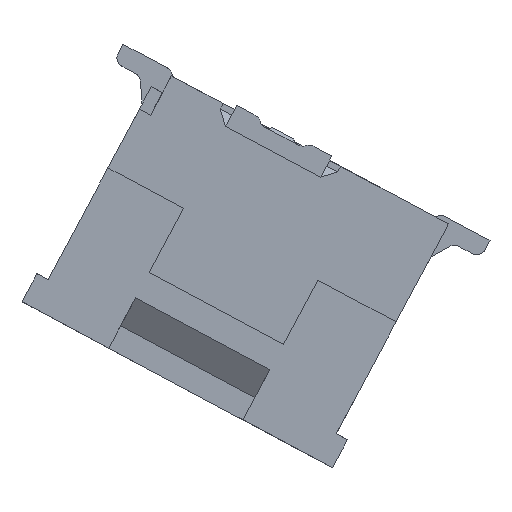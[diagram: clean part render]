
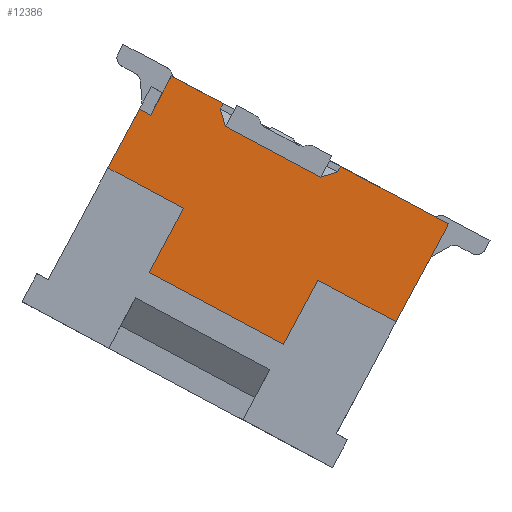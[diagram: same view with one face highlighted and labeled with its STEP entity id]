
A CAD part, front view. The second image highlights one B-rep face of the part: STEP entity #12386.
In plain terms, the highlighted planar face has unit normal (0, -1, 0).
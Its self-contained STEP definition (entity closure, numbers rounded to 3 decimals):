
#97 = LINE ( 'NONE', #15732, #25078 ) ;
#144 = CARTESIAN_POINT ( 'NONE',  ( 8.305, -3.2, 0.476 ) ) ;
#686 = VECTOR ( 'NONE', #11489, 1000. ) ;
#771 = VERTEX_POINT ( 'NONE', #15414 ) ;
#961 = CARTESIAN_POINT ( 'NONE',  ( 6.776, -3.2, 1.293 ) ) ;
#1035 = VERTEX_POINT ( 'NONE', #5074 ) ;
#1167 = VERTEX_POINT ( 'NONE', #6046 ) ;
#1623 = LINE ( 'NONE', #22376, #1666 ) ;
#1666 = VECTOR ( 'NONE', #8904, 1000. ) ;
#1840 = ORIENTED_EDGE ( 'NONE', *, *, #4518, .F. ) ;
#2118 = CARTESIAN_POINT ( 'NONE',  ( 5.561, -3.2, -1.032 ) ) ;
#2190 = EDGE_CURVE ( 'NONE', #771, #25032, #3642, .T. ) ;
#2547 = ORIENTED_EDGE ( 'NONE', *, *, #9276, .F. ) ;
#2745 = EDGE_CURVE ( 'NONE', #20882, #19968, #17169, .T. ) ;
#2758 = ORIENTED_EDGE ( 'NONE', *, *, #20916, .F. ) ;
#2863 = VERTEX_POINT ( 'NONE', #8796 ) ;
#3026 = LINE ( 'NONE', #7772, #11689 ) ;
#3068 = LINE ( 'NONE', #6453, #11478 ) ;
#3099 = ORIENTED_EDGE ( 'NONE', *, *, #2190, .F. ) ;
#3278 = ORIENTED_EDGE ( 'NONE', *, *, #14319, .F. ) ;
#3361 = ORIENTED_EDGE ( 'NONE', *, *, #12555, .F. ) ;
#3642 = LINE ( 'NONE', #9598, #12212 ) ;
#4185 = DIRECTION ( 'NONE',  ( -0.471, 0., -0.882 ) ) ;
#4207 = VERTEX_POINT ( 'NONE', #8330 ) ;
#4472 = CARTESIAN_POINT ( 'NONE',  ( 5.572, -3.2, -1.012 ) ) ;
#4518 = EDGE_CURVE ( 'NONE', #8409, #6836, #20353, .T. ) ;
#4525 = VECTOR ( 'NONE', #8600, 1000. ) ;
#4906 = EDGE_CURVE ( 'NONE', #22244, #23284, #12945, .T. ) ;
#5074 = CARTESIAN_POINT ( 'NONE',  ( 8.275, -3.2, 0.492 ) ) ;
#5224 = CARTESIAN_POINT ( 'NONE',  ( 5.419, -3.2, 1.565 ) ) ;
#5609 = ORIENTED_EDGE ( 'NONE', *, *, #2745, .F. ) ;
#6046 = CARTESIAN_POINT ( 'NONE',  ( 5.595, -3.2, 1.471 ) ) ;
#6293 = DIRECTION ( 'NONE',  ( 0., 1., 0. ) ) ;
#6453 = CARTESIAN_POINT ( 'NONE',  ( 5.838, -3.2, 2.135 ) ) ;
#6492 = LINE ( 'NONE', #11523, #7344 ) ;
#6836 = VERTEX_POINT ( 'NONE', #11529 ) ;
#7344 = VECTOR ( 'NONE', #17349, 1000. ) ;
#7577 = EDGE_CURVE ( 'NONE', #1167, #23077, #19388, .T. ) ;
#7611 = CARTESIAN_POINT ( 'NONE',  ( 8.231, -3.2, -1.129 ) ) ;
#7628 = CARTESIAN_POINT ( 'NONE',  ( 8.546, -3.2, 0.574 ) ) ;
#7701 = DIRECTION ( 'NONE',  ( 0.471, 0., 0.882 ) ) ;
#7772 = CARTESIAN_POINT ( 'NONE',  ( 6.688, -3.2, 1.553 ) ) ;
#7844 = EDGE_CURVE ( 'NONE', #1035, #22755, #12464, .T. ) ;
#7866 = DIRECTION ( 'NONE',  ( 0.29, 0., -0.957 ) ) ;
#7930 = LINE ( 'NONE', #24746, #24622 ) ;
#7942 = FACE_OUTER_BOUND ( 'NONE', #22077, .T. ) ;
#8330 = CARTESIAN_POINT ( 'NONE',  ( 9.466, -3.2, -1.789 ) ) ;
#8409 = VERTEX_POINT ( 'NONE', #13029 ) ;
#8600 = DIRECTION ( 'NONE',  ( -0.471, 0., -0.882 ) ) ;
#8724 = AXIS2_PLACEMENT_3D ( 'NONE', #23825, #6293, #12236 ) ;
#8796 = CARTESIAN_POINT ( 'NONE',  ( 6.114, -3.2, 0.003 ) ) ;
#8904 = DIRECTION ( 'NONE',  ( 0.882, 0., -0.471 ) ) ;
#8979 = EDGE_CURVE ( 'NONE', #6836, #4207, #21680, .T. ) ;
#9276 = EDGE_CURVE ( 'NONE', #4207, #20882, #22535, .T. ) ;
#9598 = CARTESIAN_POINT ( 'NONE',  ( 6.779, -3.2, 1.282 ) ) ;
#10615 = ORIENTED_EDGE ( 'NONE', *, *, #8979, .F. ) ;
#10730 = EDGE_CURVE ( 'NONE', #23077, #20086, #3068, .T. ) ;
#11102 = VECTOR ( 'NONE', #20274, 1000. ) ;
#11260 = DIRECTION ( 'NONE',  ( 0.882, 0., -0.471 ) ) ;
#11478 = VECTOR ( 'NONE', #21490, 1000. ) ;
#11489 = DIRECTION ( 'NONE',  ( -0.471, 0., -0.882 ) ) ;
#11515 = ORIENTED_EDGE ( 'NONE', *, *, #18384, .F. ) ;
#11523 = CARTESIAN_POINT ( 'NONE',  ( 6.138, -3.2, -0.01 ) ) ;
#11529 = CARTESIAN_POINT ( 'NONE',  ( 10.291, -3.2, -0.245 ) ) ;
#11689 = VECTOR ( 'NONE', #4185, 1000. ) ;
#11866 = CARTESIAN_POINT ( 'NONE',  ( 8.557, -3.2, 0.577 ) ) ;
#11873 = DIRECTION ( 'NONE',  ( -0.882, 0., 0.471 ) ) ;
#12212 = VECTOR ( 'NONE', #7866, 1000. ) ;
#12236 = DIRECTION ( 'NONE',  ( 0.471, 0., 0.882 ) ) ;
#12249 = VECTOR ( 'NONE', #23846, 1000. ) ;
#12334 = VECTOR ( 'NONE', #13229, 1000. ) ;
#12386 = ADVANCED_FACE ( 'NONE', ( #7942 ), #20180, .F. ) ;
#12464 = LINE ( 'NONE', #11866, #12334 ) ;
#12555 = EDGE_CURVE ( 'NONE', #22755, #8409, #97, .T. ) ;
#12627 = ORIENTED_EDGE ( 'NONE', *, *, #24890, .F. ) ;
#12945 = LINE ( 'NONE', #20081, #4525 ) ;
#13029 = CARTESIAN_POINT ( 'NONE',  ( 8.593, -3.2, 0.662 ) ) ;
#13229 = DIRECTION ( 'NONE',  ( 0.957, 0., 0.29 ) ) ;
#13463 = DIRECTION ( 'NONE',  ( -0.471, 0., -0.882 ) ) ;
#13487 = ORIENTED_EDGE ( 'NONE', *, *, #20133, .F. ) ;
#13691 = ORIENTED_EDGE ( 'NONE', *, *, #7844, .F. ) ;
#14319 = EDGE_CURVE ( 'NONE', #20408, #2863, #20200, .T. ) ;
#14957 = CARTESIAN_POINT ( 'NONE',  ( 5.925, -3.2, 2.088 ) ) ;
#15414 = CARTESIAN_POINT ( 'NONE',  ( 6.694, -3.2, 1.564 ) ) ;
#15446 = CARTESIAN_POINT ( 'NONE',  ( 10.331, -3.2, -0.17 ) ) ;
#15732 = CARTESIAN_POINT ( 'NONE',  ( 8.599, -3.2, 0.673 ) ) ;
#17057 = CARTESIAN_POINT ( 'NONE',  ( 4.924, -3.2, 0.639 ) ) ;
#17169 = LINE ( 'NONE', #19408, #686 ) ;
#17349 = DIRECTION ( 'NONE',  ( -0.882, 0., 0.471 ) ) ;
#18164 = ORIENTED_EDGE ( 'NONE', *, *, #10730, .F. ) ;
#18278 = CARTESIAN_POINT ( 'NONE',  ( 5.589, -3.2, 1.458 ) ) ;
#18384 = EDGE_CURVE ( 'NONE', #2863, #23284, #6492, .T. ) ;
#18585 = EDGE_CURVE ( 'NONE', #19968, #20408, #7930, .T. ) ;
#19388 = LINE ( 'NONE', #18278, #11102 ) ;
#19408 = CARTESIAN_POINT ( 'NONE',  ( 8.242, -3.2, -1.108 ) ) ;
#19588 = ORIENTED_EDGE ( 'NONE', *, *, #18585, .F. ) ;
#19968 = VERTEX_POINT ( 'NONE', #21864 ) ;
#20081 = CARTESIAN_POINT ( 'NONE',  ( 3.705, -3.2, -1.641 ) ) ;
#20086 = VERTEX_POINT ( 'NONE', #22729 ) ;
#20133 = EDGE_CURVE ( 'NONE', #22244, #1167, #1623, .T. ) ;
#20180 = PLANE ( 'NONE',  #8724 ) ;
#20200 = LINE ( 'NONE', #2118, #20328 ) ;
#20240 = DIRECTION ( 'NONE',  ( 0.471, 0., 0.882 ) ) ;
#20274 = DIRECTION ( 'NONE',  ( 0.471, 0., 0.882 ) ) ;
#20328 = VECTOR ( 'NONE', #7701, 1000. ) ;
#20353 = LINE ( 'NONE', #22178, #12249 ) ;
#20408 = VERTEX_POINT ( 'NONE', #4472 ) ;
#20593 = ORIENTED_EDGE ( 'NONE', *, *, #7577, .F. ) ;
#20633 = LINE ( 'NONE', #144, #20670 ) ;
#20670 = VECTOR ( 'NONE', #11260, 1000. ) ;
#20692 = CARTESIAN_POINT ( 'NONE',  ( 9.49, -3.2, -1.802 ) ) ;
#20882 = VERTEX_POINT ( 'NONE', #7611 ) ;
#20916 = EDGE_CURVE ( 'NONE', #25032, #1035, #20633, .T. ) ;
#21170 = DIRECTION ( 'NONE',  ( -0.882, 0., 0.471 ) ) ;
#21265 = ORIENTED_EDGE ( 'NONE', *, *, #4906, .T. ) ;
#21490 = DIRECTION ( 'NONE',  ( 0.882, 0., -0.471 ) ) ;
#21680 = LINE ( 'NONE', #15446, #22109 ) ;
#21864 = CARTESIAN_POINT ( 'NONE',  ( 7.689, -3.2, -2.143 ) ) ;
#22077 = EDGE_LOOP ( 'NONE', ( #20593, #13487, #21265, #11515, #3278, #19588, #5609, #2547, #10615, #1840, #3361, #13691, #2758, #3099, #12627, #18164 ) ) ;
#22109 = VECTOR ( 'NONE', #13463, 1000. ) ;
#22178 = CARTESIAN_POINT ( 'NONE',  ( 5.838, -3.2, 2.135 ) ) ;
#22244 = VERTEX_POINT ( 'NONE', #5224 ) ;
#22376 = CARTESIAN_POINT ( 'NONE',  ( 5.328, -3.2, 1.614 ) ) ;
#22535 = LINE ( 'NONE', #20692, #22760 ) ;
#22729 = CARTESIAN_POINT ( 'NONE',  ( 6.741, -3.2, 1.652 ) ) ;
#22755 = VERTEX_POINT ( 'NONE', #7628 ) ;
#22760 = VECTOR ( 'NONE', #11873, 1000. ) ;
#23077 = VERTEX_POINT ( 'NONE', #14957 ) ;
#23284 = VERTEX_POINT ( 'NONE', #17057 ) ;
#23825 = CARTESIAN_POINT ( 'NONE',  ( 3.614, -3.2, -1.592 ) ) ;
#23846 = DIRECTION ( 'NONE',  ( 0.882, 0., -0.471 ) ) ;
#24622 = VECTOR ( 'NONE', #21170, 1000. ) ;
#24746 = CARTESIAN_POINT ( 'NONE',  ( 7.731, -3.2, -2.166 ) ) ;
#24890 = EDGE_CURVE ( 'NONE', #20086, #771, #3026, .T. ) ;
#25032 = VERTEX_POINT ( 'NONE', #961 ) ;
#25078 = VECTOR ( 'NONE', #20240, 1000. ) ;
